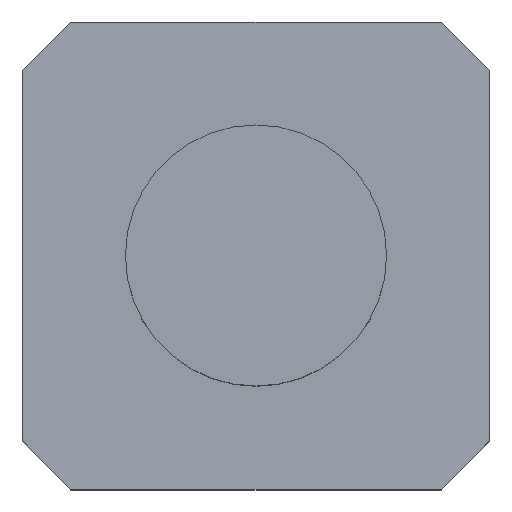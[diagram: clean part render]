
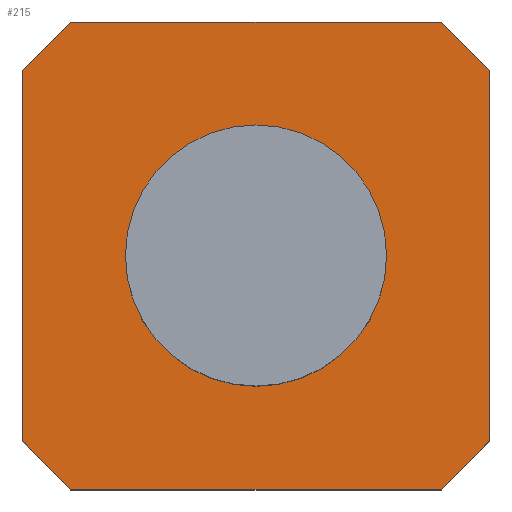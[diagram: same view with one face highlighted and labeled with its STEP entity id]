
A CAD part, top view. The second image highlights one B-rep face of the part: STEP entity #215.
In plain terms, the highlighted planar face has unit normal (0, 0, 1).
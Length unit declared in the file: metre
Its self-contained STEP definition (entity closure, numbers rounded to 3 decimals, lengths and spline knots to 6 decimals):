
#14=CIRCLE('',#314,0.00335);
#32=ORIENTED_EDGE('',*,*,#84,.F.);
#33=ORIENTED_EDGE('',*,*,#78,.T.);
#34=ORIENTED_EDGE('',*,*,#85,.T.);
#35=ORIENTED_EDGE('',*,*,#80,.F.);
#36=ORIENTED_EDGE('',*,*,#86,.T.);
#37=ORIENTED_EDGE('',*,*,#68,.F.);
#38=ORIENTED_EDGE('',*,*,#87,.T.);
#39=ORIENTED_EDGE('',*,*,#74,.T.);
#40=ORIENTED_EDGE('',*,*,#88,.T.);
#68=EDGE_CURVE('',#94,#95,#112,.T.);
#74=EDGE_CURVE('',#101,#100,#118,.T.);
#78=EDGE_CURVE('',#105,#104,#122,.T.);
#80=EDGE_CURVE('',#106,#107,#124,.T.);
#84=EDGE_CURVE('',#110,#110,#14,.T.);
#85=EDGE_CURVE('',#104,#107,#128,.T.);
#86=EDGE_CURVE('',#106,#95,#129,.F.);
#87=EDGE_CURVE('',#94,#101,#130,.T.);
#88=EDGE_CURVE('',#100,#105,#131,.F.);
#94=VERTEX_POINT('',#380);
#95=VERTEX_POINT('',#381);
#100=VERTEX_POINT('',#392);
#101=VERTEX_POINT('',#394);
#104=VERTEX_POINT('',#401);
#105=VERTEX_POINT('',#403);
#106=VERTEX_POINT('',#407);
#107=VERTEX_POINT('',#408);
#110=VERTEX_POINT('',#416);
#112=LINE('',#379,#136);
#118=LINE('',#393,#142);
#122=LINE('',#402,#146);
#124=LINE('',#406,#148);
#128=LINE('',#417,#152);
#129=LINE('',#418,#153);
#130=LINE('',#419,#154);
#131=LINE('',#420,#155);
#136=VECTOR('',#327,1.);
#142=VECTOR('',#335,1.);
#146=VECTOR('',#341,1.);
#148=VECTOR('',#345,1.);
#152=VECTOR('',#353,1.);
#153=VECTOR('',#354,1.);
#154=VECTOR('',#355,1.);
#155=VECTOR('',#356,1.);
#164=EDGE_LOOP('',(#32));
#165=EDGE_LOOP('',(#33,#34,#35,#36,#37,#38,#39,#40));
#178=FACE_BOUND('',#164,.T.);
#179=FACE_BOUND('',#165,.T.);
#192=PLANE('',#313);
#215=ADVANCED_FACE('',(#178,#179),#192,.T.);
#313=AXIS2_PLACEMENT_3D('',#414,#349,#350);
#314=AXIS2_PLACEMENT_3D('',#415,#351,#352);
#327=DIRECTION('',(1.,0.,0.));
#335=DIRECTION('',(0.,-1.,0.));
#341=DIRECTION('',(1.,0.,0.));
#345=DIRECTION('',(0.,-1.,0.));
#349=DIRECTION('',(0.,0.,1.));
#350=DIRECTION('',(1.,0.,0.));
#351=DIRECTION('',(0.,0.,1.));
#352=DIRECTION('',(1.,0.,0.));
#353=DIRECTION('',(0.707,0.707,0.));
#354=DIRECTION('',(0.707,-0.707,0.));
#355=DIRECTION('',(-0.707,-0.707,0.));
#356=DIRECTION('',(-0.707,0.707,0.));
#379=CARTESIAN_POINT('',(-0.006348,-0.0195,0.00555));
#380=CARTESIAN_POINT('',(-0.011098,-0.0195,0.00555));
#381=CARTESIAN_POINT('',(-0.001598,-0.0195,0.00555));
#392=CARTESIAN_POINT('',(-0.012348,-0.03025,0.00555));
#393=CARTESIAN_POINT('',(-0.012348,-0.0255,0.00555));
#394=CARTESIAN_POINT('',(-0.012348,-0.02075,0.00555));
#401=CARTESIAN_POINT('',(-0.001598,-0.0315,0.00555));
#402=CARTESIAN_POINT('',(-0.006348,-0.0315,0.00555));
#403=CARTESIAN_POINT('',(-0.011098,-0.0315,0.00555));
#406=CARTESIAN_POINT('',(-0.000348,-0.0255,0.00555));
#407=CARTESIAN_POINT('',(-0.000348,-0.02075,0.00555));
#408=CARTESIAN_POINT('',(-0.000348,-0.03025,0.00555));
#414=CARTESIAN_POINT('',(0.,0.,0.00555));
#415=CARTESIAN_POINT('',(-0.006348,-0.0255,0.00555));
#416=CARTESIAN_POINT('',(-0.002998,-0.0255,0.00555));
#417=CARTESIAN_POINT('',(0.014951,-0.014951,0.00555));
#418=CARTESIAN_POINT('',(-0.010549,-0.010549,0.00555));
#419=CARTESIAN_POINT('',(0.004201,-0.004201,0.00555));
#420=CARTESIAN_POINT('',(-0.021299,-0.021299,0.00555));
